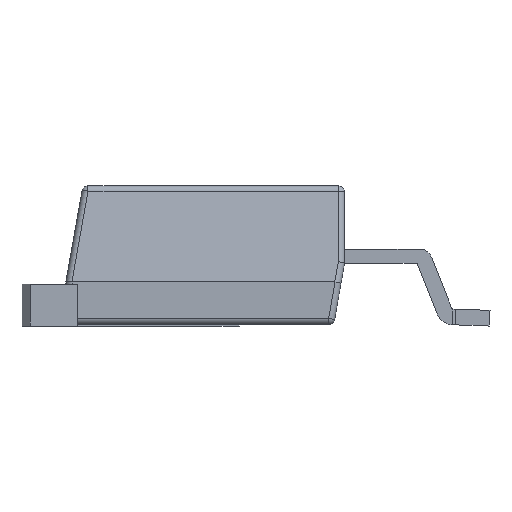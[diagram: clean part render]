
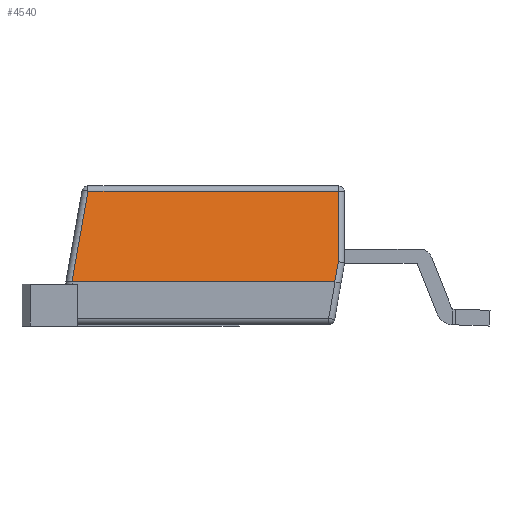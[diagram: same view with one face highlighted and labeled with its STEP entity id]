
A CAD part, left-side view. The second image highlights one B-rep face of the part: STEP entity #4540.
In plain terms, the highlighted planar face has unit normal (-0.985, 0, 0.174).
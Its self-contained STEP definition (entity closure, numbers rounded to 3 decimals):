
#21=ELLIPSE('',#4785,1.152,0.2);
#305=FACE_OUTER_BOUND('',#567,.T.);
#567=EDGE_LOOP('',(#3483,#3484,#3485,#3486,#3487,#3488));
#958=LINE('',#6856,#1498);
#960=LINE('',#6860,#1500);
#966=LINE('',#6871,#1506);
#968=LINE('',#6879,#1508);
#1009=LINE('',#6966,#1549);
#1498=VECTOR('',#5562,8.132);
#1500=VECTOR('',#5568,3.044);
#1506=VECTOR('',#5580,2.333);
#1508=VECTOR('',#5588,0.676);
#1549=VECTOR('',#5657,8.534);
#1968=VERTEX_POINT('',#6826);
#1969=VERTEX_POINT('',#6828);
#1973=VERTEX_POINT('',#6837);
#1976=VERTEX_POINT('',#6850);
#1979=VERTEX_POINT('',#6870);
#1982=VERTEX_POINT('',#6878);
#2473=EDGE_CURVE('',#1968,#1969,#21,.T.);
#2487=EDGE_CURVE('',#1976,#1973,#958,.T.);
#2489=EDGE_CURVE('',#1969,#1976,#960,.T.);
#2495=EDGE_CURVE('',#1973,#1979,#966,.T.);
#2499=EDGE_CURVE('',#1979,#1982,#968,.T.);
#2543=EDGE_CURVE('',#1968,#1982,#1009,.T.);
#3483=ORIENTED_EDGE('',*,*,#2473,.F.);
#3484=ORIENTED_EDGE('',*,*,#2543,.T.);
#3485=ORIENTED_EDGE('',*,*,#2499,.F.);
#3486=ORIENTED_EDGE('',*,*,#2495,.F.);
#3487=ORIENTED_EDGE('',*,*,#2487,.F.);
#3488=ORIENTED_EDGE('',*,*,#2489,.F.);
#4196=PLANE('',#4823);
#4540=ADVANCED_FACE('',(#305),#4196,.T.);
#4785=AXIS2_PLACEMENT_3D('',#6829,#5526,#5527);
#4823=AXIS2_PLACEMENT_3D('',#6965,#5655,#5656);
#5526=DIRECTION('center_axis',(0.985,0.,
-0.174));
#5527=DIRECTION('ref_axis',(-0.174,0.,-0.985));
#5562=DIRECTION('',(0.,-1.,0.));
#5568=DIRECTION('',(0.171,-0.171,0.97));
#5580=DIRECTION('',(-0.174,0.,-0.985));
#5588=DIRECTION('',(-0.171,0.171,-0.97));
#5655=DIRECTION('center_axis',(-0.985,0.,
0.174));
#5656=DIRECTION('ref_axis',(0.174,0.,0.985));
#5657=DIRECTION('',(0.,-1.,0.));
#6826=CARTESIAN_POINT('',(-5.2,5.975,1.431));
#6828=CARTESIAN_POINT('',(-5.2,5.978,1.431));
#6829=CARTESIAN_POINT('Origin',(-5.,5.975,2.565));
#6837=CARTESIAN_POINT('',(-4.679,-2.675,4.385));
#6850=CARTESIAN_POINT('',(-4.679,5.457,4.385));
#6856=CARTESIAN_POINT('',(-4.679,2.781,4.385));
#6860=CARTESIAN_POINT('',(-4.792,5.57,3.747));
#6870=CARTESIAN_POINT('',(-5.084,-2.675,2.087));
#6871=CARTESIAN_POINT('',(-5.181,-2.675,1.541));
#6878=CARTESIAN_POINT('',(-5.2,-2.559,1.431));
#6879=CARTESIAN_POINT('',(-5.153,-2.606,1.695));
#6965=CARTESIAN_POINT('Origin',(-4.925,3.913,2.99));
#6966=CARTESIAN_POINT('',(-5.2,3.913,1.431));
